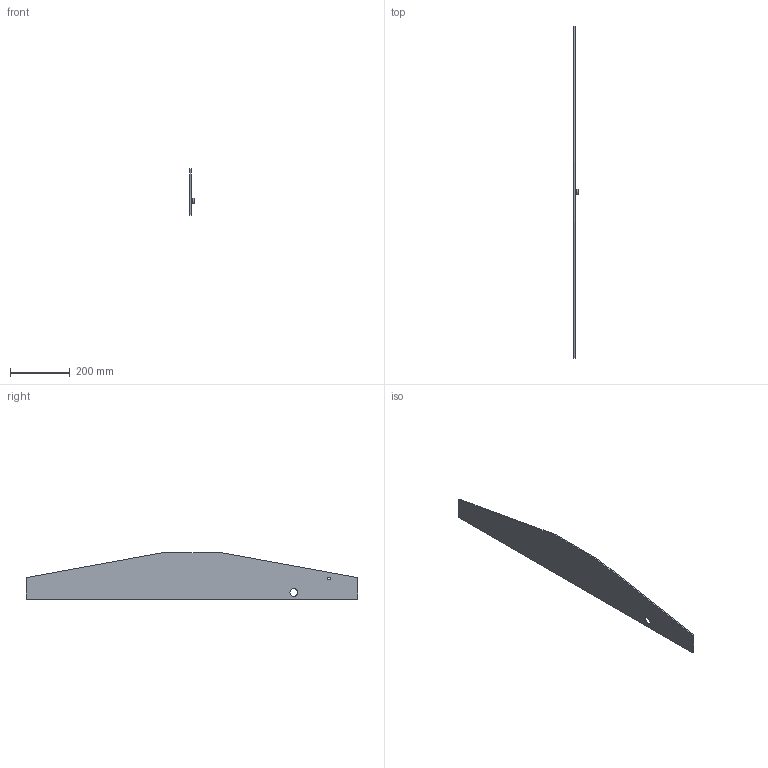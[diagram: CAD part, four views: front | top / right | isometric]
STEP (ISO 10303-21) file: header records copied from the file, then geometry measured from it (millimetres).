
FILE_DESCRIPTION(/* description */ ('STEP AP214'),/* implementation_level */ '2;1');
FILE_NAME(/* name */ '625b94c38af6832b8556173b',/* time_stamp */ '2022-04-17T04:17:07+00:00',/* author */ (''),/* organization */ (''),/* preprocessor_version */ 'ST-DEVELOPER v18.101',/* originating_system */ ' ',/* authorisation */ ' ');
FILE_SCHEMA (('AUTOMOTIVE_DESIGN {1 0 10303 214 3 1 1}'));
Length unit declared in the file: metre
Products named in the file (1): Part 412
Bounding box: 14.29 x 1115.72 x 155.57 mm (x, y, z)
Volume: 645092.6 mm3; surface area: 282900.1 mm2
Topology: 1 solids, 1 shells, 15 faces, 33 edges, 22 vertices
Faces by surface type: plane 10, cylinder 4, cone 1
Full cylindrical faces by diameter (mm): 9.922 x1, 12.7 x1, 19.05 x1, 25.4 x1
Entity records: 420 total; most frequent: DIRECTION 68, CARTESIAN_POINT 64, ORIENTED_EDGE 54, EDGE_CURVE 27, EDGE_LOOP 26, FACE_BOUND 26, AXIS2_PLACEMENT_3D 25, VERTEX_POINT 21
